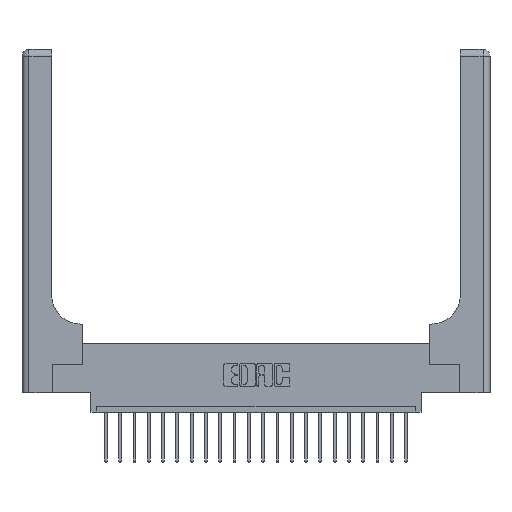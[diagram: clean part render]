
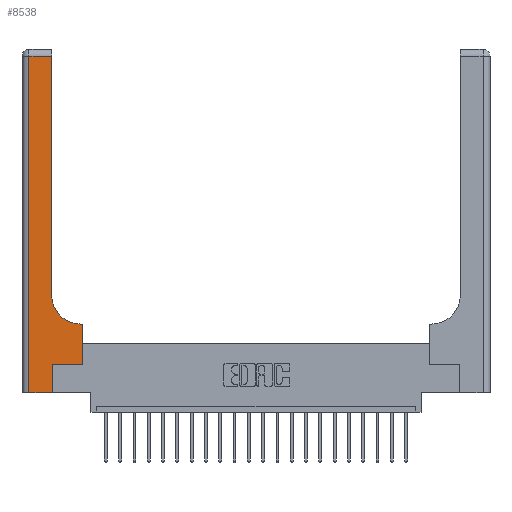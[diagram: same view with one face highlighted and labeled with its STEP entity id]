
A CAD part, top view. The second image highlights one B-rep face of the part: STEP entity #8538.
In plain terms, the highlighted planar face has unit normal (0, 0, 1).
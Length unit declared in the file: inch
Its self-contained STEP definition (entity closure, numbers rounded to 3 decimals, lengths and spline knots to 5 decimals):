
#194 = PLANE ( 'NONE',  #10167 ) ;
#230 = CARTESIAN_POINT ( 'NONE',  ( 0.265, 0.25, 0.37 ) ) ;
#405 = CARTESIAN_POINT ( 'NONE',  ( 0.26, 0.85, 0.37 ) ) ;
#1159 = EDGE_CURVE ( 'NONE', #13787, #12709, #2075, .T. ) ;
#1351 = DIRECTION ( 'NONE',  ( 0., -1., 0. ) ) ;
#1664 = VECTOR ( 'NONE', #1351, 39.37008 ) ;
#1779 = EDGE_CURVE ( 'NONE', #5236, #5305, #6486, .T. ) ;
#2075 = LINE ( 'NONE', #15741, #12326 ) ;
#2880 = LINE ( 'NONE', #14547, #7305 ) ;
#2977 = DIRECTION ( 'NONE',  ( -1., 0., 0. ) ) ;
#3104 = VECTOR ( 'NONE', #9273, 39.37008 ) ;
#3179 = EDGE_LOOP ( 'NONE', ( #21202, #20311, #9626, #5167, #21554, #9789, #9357, #13301, #4512 ) ) ;
#4050 = CARTESIAN_POINT ( 'NONE',  ( 0.26, 2.94, 0.37 ) ) ;
#4079 = EDGE_CURVE ( 'NONE', #20379, #13787, #10915, .T. ) ;
#4512 = ORIENTED_EDGE ( 'NONE', *, *, #20424, .T. ) ;
#5167 = ORIENTED_EDGE ( 'NONE', *, *, #13442, .T. ) ;
#5236 = VERTEX_POINT ( 'NONE', #4050 ) ;
#5305 = VERTEX_POINT ( 'NONE', #20876 ) ;
#5366 = CARTESIAN_POINT ( 'NONE',  ( 0.51, 0.6, 0.37 ) ) ;
#5380 = VERTEX_POINT ( 'NONE', #9309 ) ;
#5644 = VECTOR ( 'NONE', #13001, 39.37008 ) ;
#6486 = LINE ( 'NONE', #15940, #3104 ) ;
#7258 = CARTESIAN_POINT ( 'NONE',  ( 0., 0., 0.37 ) ) ;
#7305 = VECTOR ( 'NONE', #2977, 39.37008 ) ;
#7941 = LINE ( 'NONE', #20757, #11339 ) ;
#8135 = CARTESIAN_POINT ( 'NONE',  ( 0.528, 0.6, 0.37 ) ) ;
#8220 = CIRCLE ( 'NONE', #13667, 0.25 ) ;
#8239 = VERTEX_POINT ( 'NONE', #405 ) ;
#8538 = ADVANCED_FACE ( 'NONE', ( #11540 ), #194, .F. ) ;
#8845 = DIRECTION ( 'NONE',  ( 0., 0., -1. ) ) ;
#9273 = DIRECTION ( 'NONE',  ( -1., 0., 0. ) ) ;
#9309 = CARTESIAN_POINT ( 'NONE',  ( 0.06, 0., 0.37 ) ) ;
#9357 = ORIENTED_EDGE ( 'NONE', *, *, #1159, .T. ) ;
#9626 = ORIENTED_EDGE ( 'NONE', *, *, #21066, .T. ) ;
#9695 = CARTESIAN_POINT ( 'NONE',  ( 0.265, 0., 0.37 ) ) ;
#9789 = ORIENTED_EDGE ( 'NONE', *, *, #4079, .T. ) ;
#9964 = EDGE_CURVE ( 'NONE', #8239, #5236, #18778, .T. ) ;
#10167 = AXIS2_PLACEMENT_3D ( 'NONE', #20308, #11843, #11923 ) ;
#10445 = CARTESIAN_POINT ( 'NONE',  ( 0.51, 0.85, 0.37 ) ) ;
#10915 = LINE ( 'NONE', #16444, #5644 ) ;
#11339 = VECTOR ( 'NONE', #12509, 39.37008 ) ;
#11540 = FACE_OUTER_BOUND ( 'NONE', #3179, .T. ) ;
#11843 = DIRECTION ( 'NONE',  ( 0., 0., -1. ) ) ;
#11923 = DIRECTION ( 'NONE',  ( -1., 0., 0. ) ) ;
#12326 = VECTOR ( 'NONE', #15600, 39.37008 ) ;
#12422 = DIRECTION ( 'NONE',  ( 1., 0., 0. ) ) ;
#12509 = DIRECTION ( 'NONE',  ( 0., 1., 0. ) ) ;
#12709 = VERTEX_POINT ( 'NONE', #8135 ) ;
#13001 = DIRECTION ( 'NONE',  ( 1., 0., 0. ) ) ;
#13301 = ORIENTED_EDGE ( 'NONE', *, *, #14540, .T. ) ;
#13349 = VERTEX_POINT ( 'NONE', #9695 ) ;
#13442 = EDGE_CURVE ( 'NONE', #5380, #13349, #13668, .T. ) ;
#13667 = AXIS2_PLACEMENT_3D ( 'NONE', #10445, #8845, #15519 ) ;
#13668 = LINE ( 'NONE', #7258, #21534 ) ;
#13787 = VERTEX_POINT ( 'NONE', #20736 ) ;
#13829 = VERTEX_POINT ( 'NONE', #5366 ) ;
#14540 = EDGE_CURVE ( 'NONE', #12709, #13829, #2880, .T. ) ;
#14547 = CARTESIAN_POINT ( 'NONE',  ( 0.26, 0.6, 0.37 ) ) ;
#14609 = CARTESIAN_POINT ( 'NONE',  ( 0.06, 3., 0.37 ) ) ;
#14753 = DIRECTION ( 'NONE',  ( 0., 1., 0. ) ) ;
#15519 = DIRECTION ( 'NONE',  ( 1., 0., 0. ) ) ;
#15553 = LINE ( 'NONE', #14609, #1664 ) ;
#15600 = DIRECTION ( 'NONE',  ( 0., 1., 0. ) ) ;
#15741 = CARTESIAN_POINT ( 'NONE',  ( 0.528, 0.25, 0.37 ) ) ;
#15940 = CARTESIAN_POINT ( 'NONE',  ( 0., 2.94, 0.37 ) ) ;
#16383 = CARTESIAN_POINT ( 'NONE',  ( 0.26, 3., 0.37 ) ) ;
#16444 = CARTESIAN_POINT ( 'NONE',  ( 0.265, 0.25, 0.37 ) ) ;
#16455 = VECTOR ( 'NONE', #14753, 39.37008 ) ;
#18778 = LINE ( 'NONE', #16383, #16455 ) ;
#20308 = CARTESIAN_POINT ( 'NONE',  ( 0., 3., 0.37 ) ) ;
#20311 = ORIENTED_EDGE ( 'NONE', *, *, #1779, .T. ) ;
#20379 = VERTEX_POINT ( 'NONE', #230 ) ;
#20424 = EDGE_CURVE ( 'NONE', #13829, #8239, #8220, .T. ) ;
#20736 = CARTESIAN_POINT ( 'NONE',  ( 0.528, 0.25, 0.37 ) ) ;
#20757 = CARTESIAN_POINT ( 'NONE',  ( 0.265, 0., 0.37 ) ) ;
#20848 = EDGE_CURVE ( 'NONE', #13349, #20379, #7941, .T. ) ;
#20876 = CARTESIAN_POINT ( 'NONE',  ( 0.06, 2.94, 0.37 ) ) ;
#21066 = EDGE_CURVE ( 'NONE', #5305, #5380, #15553, .T. ) ;
#21202 = ORIENTED_EDGE ( 'NONE', *, *, #9964, .T. ) ;
#21534 = VECTOR ( 'NONE', #12422, 39.37008 ) ;
#21554 = ORIENTED_EDGE ( 'NONE', *, *, #20848, .T. ) ;
